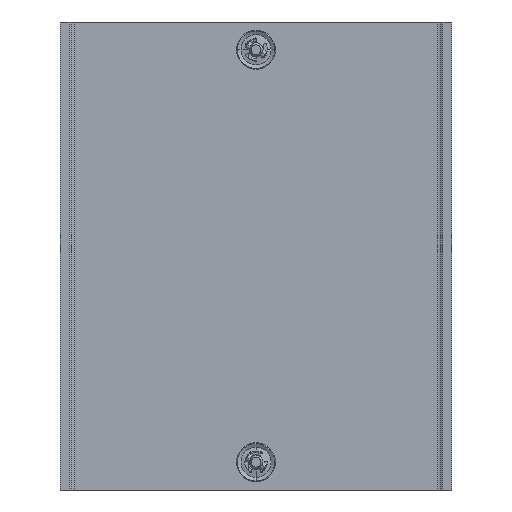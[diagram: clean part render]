
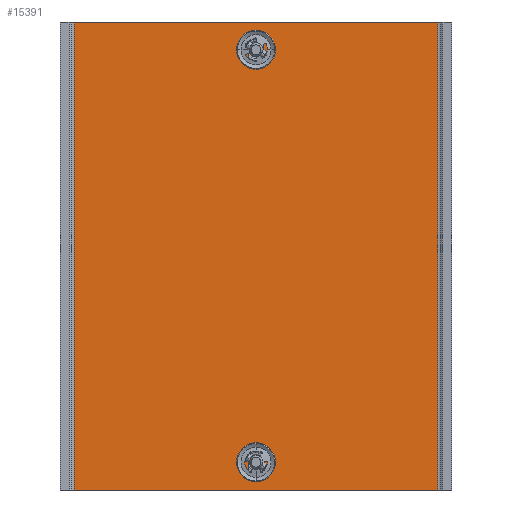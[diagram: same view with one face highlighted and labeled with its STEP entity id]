
A CAD part, front view. The second image highlights one B-rep face of the part: STEP entity #15391.
In plain terms, the highlighted planar face has unit normal (0, -1, 0).
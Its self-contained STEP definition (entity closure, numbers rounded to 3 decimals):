
#3781=DIRECTION('',(0.,0.,-1.));
#3782=VECTOR('',#3781,99.5);
#3783=CARTESIAN_POINT('',(-38.6,-2.3,49.75));
#3784=LINE('',#3783,#3782);
#3785=DIRECTION('',(1.,0.,0.));
#3786=VECTOR('',#3785,77.2);
#3787=CARTESIAN_POINT('',(-38.6,-2.3,49.75));
#3788=LINE('',#3787,#3786);
#3789=DIRECTION('',(0.,0.,1.));
#3790=VECTOR('',#3789,99.5);
#3791=CARTESIAN_POINT('',(38.6,-2.3,-49.75));
#3792=LINE('',#3791,#3790);
#3793=DIRECTION('',(-1.,0.,0.));
#3794=VECTOR('',#3793,77.2);
#3795=CARTESIAN_POINT('',(38.6,-2.3,-49.75));
#3796=LINE('',#3795,#3794);
#3797=CARTESIAN_POINT('',(0.,-2.3,42.1));
#3798=DIRECTION('',(0.,1.,0.));
#3799=DIRECTION('',(1.,0.,0.));
#3800=AXIS2_PLACEMENT_3D('',#3797,#3798,#3799);
#3802=DIRECTION('',(0.,0.,-1.));
#3803=VECTOR('',#3802,3.5);
#3804=CARTESIAN_POINT('',(1.6,-2.3,45.6));
#3805=LINE('',#3804,#3803);
#3806=CARTESIAN_POINT('',(0.,-2.3,45.6));
#3807=DIRECTION('',(0.,1.,0.));
#3808=DIRECTION('',(-1.,0.,0.));
#3809=AXIS2_PLACEMENT_3D('',#3806,#3807,#3808);
#3811=DIRECTION('',(0.,0.,1.));
#3812=VECTOR('',#3811,3.5);
#3813=CARTESIAN_POINT('',(-1.6,-2.3,42.1));
#3814=LINE('',#3813,#3812);
#3815=CARTESIAN_POINT('',(0.,-2.3,-42.1));
#3816=DIRECTION('',(0.,-1.,0.));
#3817=DIRECTION('',(1.,0.,0.));
#3818=AXIS2_PLACEMENT_3D('',#3815,#3816,#3817);
#3820=DIRECTION('',(0.,0.,-1.));
#3821=VECTOR('',#3820,3.5);
#3822=CARTESIAN_POINT('',(-1.6,-2.3,-42.1));
#3823=LINE('',#3822,#3821);
#3824=CARTESIAN_POINT('',(0.,-2.3,-45.6));
#3825=DIRECTION('',(0.,-1.,0.));
#3826=DIRECTION('',(-1.,0.,0.));
#3827=AXIS2_PLACEMENT_3D('',#3824,#3825,#3826);
#3829=DIRECTION('',(0.,0.,1.));
#3830=VECTOR('',#3829,3.5);
#3831=CARTESIAN_POINT('',(1.6,-2.3,-45.6));
#3832=LINE('',#3831,#3830);
#9507=CARTESIAN_POINT('',(38.6,-2.3,-49.75));
#9508=CARTESIAN_POINT('',(38.6,-2.3,49.75));
#9509=VERTEX_POINT('',#9507);
#9510=VERTEX_POINT('',#9508);
#9527=CARTESIAN_POINT('',(-38.6,-2.3,49.75));
#9528=CARTESIAN_POINT('',(-38.6,-2.3,-49.75));
#9529=VERTEX_POINT('',#9527);
#9530=VERTEX_POINT('',#9528);
#9671=CARTESIAN_POINT('',(1.6,-2.3,42.1));
#9672=CARTESIAN_POINT('',(-1.6,-2.3,42.1));
#9673=VERTEX_POINT('',#9671);
#9674=VERTEX_POINT('',#9672);
#9675=CARTESIAN_POINT('',(-1.6,-2.3,45.6));
#9676=VERTEX_POINT('',#9675);
#9677=CARTESIAN_POINT('',(1.6,-2.3,45.6));
#9678=VERTEX_POINT('',#9677);
#9679=CARTESIAN_POINT('',(1.6,-2.3,-42.1));
#9680=CARTESIAN_POINT('',(-1.6,-2.3,-42.1));
#9681=VERTEX_POINT('',#9679);
#9682=VERTEX_POINT('',#9680);
#9683=CARTESIAN_POINT('',(-1.6,-2.3,-45.6));
#9684=VERTEX_POINT('',#9683);
#9685=CARTESIAN_POINT('',(1.6,-2.3,-45.6));
#9686=VERTEX_POINT('',#9685);
#15358=CARTESIAN_POINT('',(0.,-2.3,-49.75));
#15359=DIRECTION('',(0.,-1.,0.));
#15360=DIRECTION('',(1.,0.,0.));
#15361=AXIS2_PLACEMENT_3D('',#15358,#15359,#15360);
#15362=PLANE('',#15361);
#15364=ORIENTED_EDGE('',*,*,#15363,.F.);
#15366=ORIENTED_EDGE('',*,*,#15365,.T.);
#15367=ORIENTED_EDGE('',*,*,#15349,.F.);
#15368=ORIENTED_EDGE('',*,*,#15274,.T.);
#15369=EDGE_LOOP('',(#15364,#15366,#15367,#15368));
#15370=FACE_OUTER_BOUND('',#15369,.F.);
#15372=ORIENTED_EDGE('',*,*,#15371,.F.);
#15374=ORIENTED_EDGE('',*,*,#15373,.F.);
#15376=ORIENTED_EDGE('',*,*,#15375,.F.);
#15378=ORIENTED_EDGE('',*,*,#15377,.F.);
#15379=EDGE_LOOP('',(#15372,#15374,#15376,#15378));
#15380=FACE_BOUND('',#15379,.F.);
#15382=ORIENTED_EDGE('',*,*,#15381,.T.);
#15384=ORIENTED_EDGE('',*,*,#15383,.T.);
#15386=ORIENTED_EDGE('',*,*,#15385,.T.);
#15388=ORIENTED_EDGE('',*,*,#15387,.T.);
#15389=EDGE_LOOP('',(#15382,#15384,#15386,#15388));
#15390=FACE_BOUND('',#15389,.F.);
#15391=ADVANCED_FACE('',(#15370,#15380,#15390),#15362,.T.);
#3801=CIRCLE('',#3800,1.6);
#3810=CIRCLE('',#3809,1.6);
#3819=CIRCLE('',#3818,1.6);
#3828=CIRCLE('',#3827,1.6);
#15274=EDGE_CURVE('',#9509,#9530,#3796,.T.);
#15349=EDGE_CURVE('',#9509,#9510,#3792,.T.);
#15363=EDGE_CURVE('',#9529,#9530,#3784,.T.);
#15365=EDGE_CURVE('',#9529,#9510,#3788,.T.);
#15371=EDGE_CURVE('',#9673,#9674,#3801,.T.);
#15373=EDGE_CURVE('',#9678,#9673,#3805,.T.);
#15375=EDGE_CURVE('',#9676,#9678,#3810,.T.);
#15377=EDGE_CURVE('',#9674,#9676,#3814,.T.);
#15381=EDGE_CURVE('',#9681,#9682,#3819,.T.);
#15383=EDGE_CURVE('',#9682,#9684,#3823,.T.);
#15385=EDGE_CURVE('',#9684,#9686,#3828,.T.);
#15387=EDGE_CURVE('',#9686,#9681,#3832,.T.);
